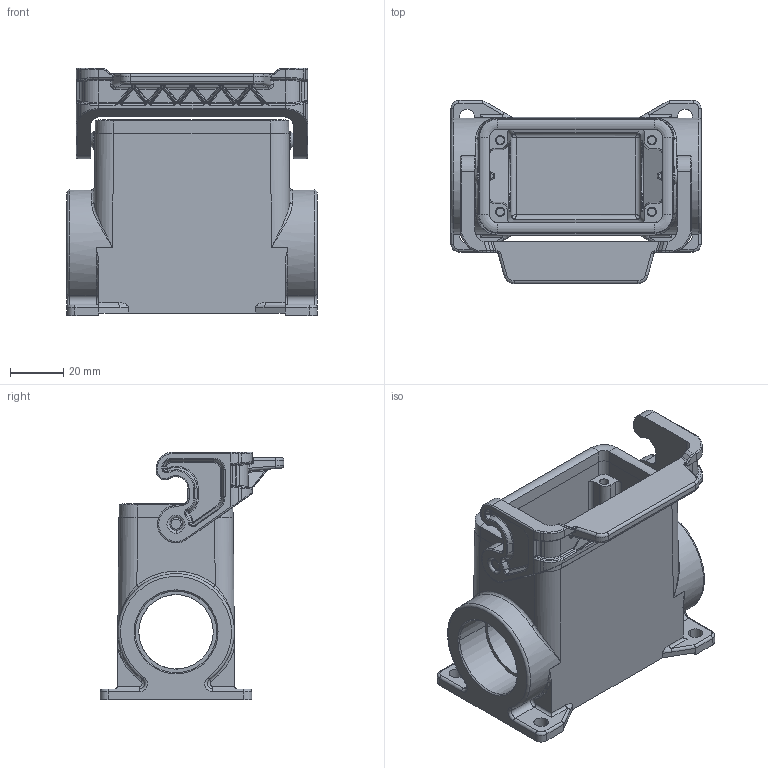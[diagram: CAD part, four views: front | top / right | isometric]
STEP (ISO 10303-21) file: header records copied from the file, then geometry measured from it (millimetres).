
FILE_DESCRIPTION(('Creo Elements/Direct Modeling STEP Export'),'2;1');
FILE_NAME('0ln7uvk5tno3pfc968','2023-11-15T16:15:11',(''),(''),'Creo Elements/Direct Modeling STEP processor for AP214 (Solid Model)','Creo Elements/Direct Modeling 20.1B 02-Apr-2019 (C) Parametric Technology GmbH','');
FILE_SCHEMA(('AUTOMOTIVE_DESIGN { 1 0 10303 214 1 1 1 1 }'));
Products named in the file (2): JMPAP 10L232
Assembly tree (1 placements, depth 2):
  JMPAP 10L232
    JMPAP 10L232
Bounding box: 94 x 69 x 93 mm (x, y, z)
Volume: 118631.5 mm3; surface area: 51519.2 mm2
Topology: 1 solids, 1 shells, 767 faces, 1903 edges, 1137 vertices
Faces by surface type: cylinder 320, plane 170, bspline 156, torus 81, cone 34, sphere 6
Entity records: 67043 total; most frequent: CARTESIAN_POINT 44864, ORIENTED_EDGE 3782, DIRECTION 2799, EDGE_CURVE 1891, VERTEX_POINT 1137, AXIS2_PLACEMENT_3D 1026, EDGE_LOOP 792, COLOUR_RGB 768
